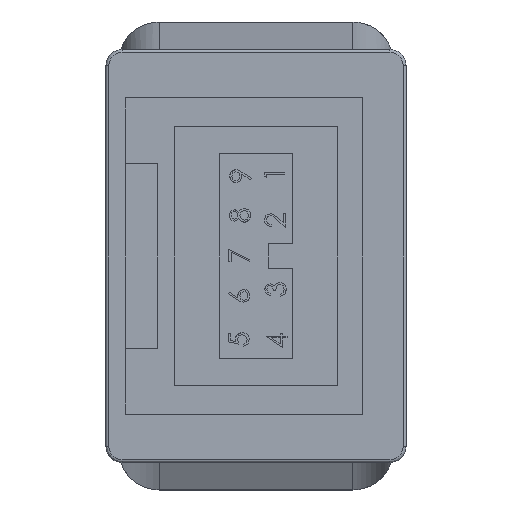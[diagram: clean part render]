
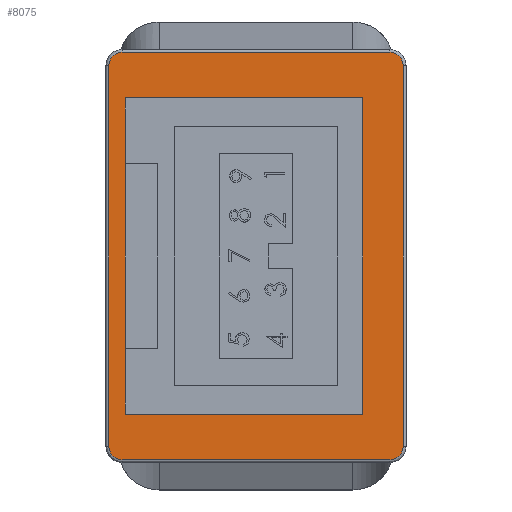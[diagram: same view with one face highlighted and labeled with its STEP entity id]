
A CAD part, front view. The second image highlights one B-rep face of the part: STEP entity #8075.
In plain terms, the highlighted face is planar.
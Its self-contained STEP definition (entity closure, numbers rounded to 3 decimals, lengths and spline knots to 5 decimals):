
#3842 = LINE ( 'NONE', #3886, #3885 ) ;
#3843 = CARTESIAN_POINT ( 'NONE',  ( -0.19291, -0.12992, -0.33858 ) ) ;
#3844 = DIRECTION ( 'NONE',  ( 0., 1., 0. ) ) ;
#3845 = VECTOR ( 'NONE', #3844, 39.37008 ) ;
#3846 = CARTESIAN_POINT ( 'NONE',  ( -0.19291, 0.15945, -0.33858 ) ) ;
#3847 = LINE ( 'NONE', #3846, #3845 ) ;
#3871 = CARTESIAN_POINT ( 'NONE',  ( 0.24843, 0.16339, -0.33858 ) ) ;
#3872 = CARTESIAN_POINT ( 'NONE',  ( 0.23228, 0.17953, -0.33858 ) ) ;
#3873 = DIRECTION ( 'NONE',  ( 1., 0., 0. ) ) ;
#3874 = VECTOR ( 'NONE', #3873, 39.37008 ) ;
#3875 = CARTESIAN_POINT ( 'NONE',  ( 0.25197, 0.17953, -0.33858 ) ) ;
#3876 = LINE ( 'NONE', #3875, #3874 ) ;
#3877 = CARTESIAN_POINT ( 'NONE',  ( -0.24843, 0.16339, -0.33858 ) ) ;
#3878 = CARTESIAN_POINT ( 'NONE',  ( -0.23228, 0.17953, -0.33858 ) ) ;
#3879 = DIRECTION ( 'NONE',  ( 1., 0., 0. ) ) ;
#3880 = DIRECTION ( 'NONE',  ( 0., 0., 1. ) ) ;
#3881 = CARTESIAN_POINT ( 'NONE',  ( -0.23228, 0.16339, -0.33858 ) ) ;
#3882 = AXIS2_PLACEMENT_3D ( 'NONE', #3881, #3880, #3879 ) ;
#3883 = CIRCLE ( 'NONE', #3882, 0.01614 ) ;
#3884 = DIRECTION ( 'NONE',  ( -1., 0., 0. ) ) ;
#3885 = VECTOR ( 'NONE', #3884, 39.37008 ) ;
#3886 = CARTESIAN_POINT ( 'NONE',  ( 0.19291, -0.12992, -0.33858 ) ) ;
#3896 = CARTESIAN_POINT ( 'NONE',  ( 0.23228, -0.17953, -0.33858 ) ) ;
#3897 = DIRECTION ( 'NONE',  ( 1., 0., 0. ) ) ;
#3898 = DIRECTION ( 'NONE',  ( 0., 0., 1. ) ) ;
#3899 = CARTESIAN_POINT ( 'NONE',  ( 0.23228, -0.16339, -0.33858 ) ) ;
#3900 = AXIS2_PLACEMENT_3D ( 'NONE', #3899, #3898, #3897 ) ;
#3901 = CIRCLE ( 'NONE', #3900, 0.01614 ) ;
#3902 = CARTESIAN_POINT ( 'NONE',  ( 0.24843, -0.16339, -0.33858 ) ) ;
#3903 = DIRECTION ( 'NONE',  ( 0., -1., 0. ) ) ;
#3904 = VECTOR ( 'NONE', #3903, 39.37008 ) ;
#3905 = CARTESIAN_POINT ( 'NONE',  ( 0.24843, 0.18307, -0.33858 ) ) ;
#3906 = LINE ( 'NONE', #3905, #3904 ) ;
#3907 = DIRECTION ( 'NONE',  ( 1., 0., 0. ) ) ;
#3908 = DIRECTION ( 'NONE',  ( 0., 0., 1. ) ) ;
#3909 = CARTESIAN_POINT ( 'NONE',  ( 0.23228, 0.16339, -0.33858 ) ) ;
#3910 = AXIS2_PLACEMENT_3D ( 'NONE', #3909, #3908, #3907 ) ;
#3911 = CIRCLE ( 'NONE', #3910, 0.01614 ) ;
#3925 = CARTESIAN_POINT ( 'NONE',  ( -0.23228, -0.16339, -0.33858 ) ) ;
#3926 = CIRCLE ( 'NONE', #3987, 0.01614 ) ;
#3927 = CARTESIAN_POINT ( 'NONE',  ( -0.23228, -0.17953, -0.33858 ) ) ;
#3928 = DIRECTION ( 'NONE',  ( -1., 0., 0. ) ) ;
#3929 = VECTOR ( 'NONE', #3928, 39.37008 ) ;
#3930 = CARTESIAN_POINT ( 'NONE',  ( -0.25197, -0.17953, -0.33858 ) ) ;
#3931 = LINE ( 'NONE', #3930, #3929 ) ;
#3932 = CARTESIAN_POINT ( 'NONE',  ( -0.19291, 0.15945, -0.33858 ) ) ;
#3933 = DIRECTION ( 'NONE',  ( 1., 0., 0. ) ) ;
#3934 = VECTOR ( 'NONE', #3933, 39.37008 ) ;
#3935 = CARTESIAN_POINT ( 'NONE',  ( 0.19291, 0.15945, -0.33858 ) ) ;
#3936 = LINE ( 'NONE', #3935, #3934 ) ;
#3937 = CARTESIAN_POINT ( 'NONE',  ( 0.19291, -0.12992, -0.33858 ) ) ;
#3938 = CARTESIAN_POINT ( 'NONE',  ( 0.19291, 0.15945, -0.33858 ) ) ;
#3939 = DIRECTION ( 'NONE',  ( 0., -1., 0. ) ) ;
#3940 = VECTOR ( 'NONE', #3939, 39.37008 ) ;
#3941 = CARTESIAN_POINT ( 'NONE',  ( 0.19291, 0.15945, -0.33858 ) ) ;
#3942 = LINE ( 'NONE', #3941, #3940 ) ;
#3964 = DIRECTION ( 'NONE',  ( 1., 0., 0. ) ) ;
#3965 = DIRECTION ( 'NONE',  ( 0., 0., 1. ) ) ;
#3966 = CARTESIAN_POINT ( 'NONE',  ( -0.25197, 0.18307, -0.33858 ) ) ;
#3967 = AXIS2_PLACEMENT_3D ( 'NONE', #3966, #3965, #3964 ) ;
#3968 = PLANE ( 'NONE',  #3967 ) ;
#3972 = FACE_OUTER_BOUND ( 'NONE', #8019, .T. ) ;
#3973 = FACE_BOUND ( 'NONE', #8076, .T. ) ;
#3980 = DIRECTION ( 'NONE',  ( 0., 1., 0. ) ) ;
#3981 = VECTOR ( 'NONE', #3980, 39.37008 ) ;
#3982 = CARTESIAN_POINT ( 'NONE',  ( -0.24843, 0.18307, -0.33858 ) ) ;
#3983 = LINE ( 'NONE', #3982, #3981 ) ;
#3984 = CARTESIAN_POINT ( 'NONE',  ( -0.24843, -0.16339, -0.33858 ) ) ;
#3985 = DIRECTION ( 'NONE',  ( 1., 0., 0. ) ) ;
#3986 = DIRECTION ( 'NONE',  ( 0., 0., 1. ) ) ;
#3987 = AXIS2_PLACEMENT_3D ( 'NONE', #3925, #3986, #3985 ) ;
#8014 = ORIENTED_EDGE ( 'NONE', *, *, #8015, .F. ) ;
#8015 = EDGE_CURVE ( 'NONE', #8016, #8063, #3847, .T. ) ;
#8016 = VERTEX_POINT ( 'NONE', #3843 ) ;
#8017 = ORIENTED_EDGE ( 'NONE', *, *, #8018, .F. ) ;
#8018 = EDGE_CURVE ( 'NONE', #8060, #8016, #3842, .T. ) ;
#8019 = EDGE_LOOP ( 'NONE', ( #8020, #8024, #8043, #8045, #8048, #8064, #8067, #8070 ) ) ;
#8020 = ORIENTED_EDGE ( 'NONE', *, *, #8021, .F. ) ;
#8021 = EDGE_CURVE ( 'NONE', #8022, #8023, #3883, .T. ) ;
#8022 = VERTEX_POINT ( 'NONE', #3878 ) ;
#8023 = VERTEX_POINT ( 'NONE', #3877 ) ;
#8024 = ORIENTED_EDGE ( 'NONE', *, *, #8025, .T. ) ;
#8025 = EDGE_CURVE ( 'NONE', #8022, #8026, #3876, .T. ) ;
#8026 = VERTEX_POINT ( 'NONE', #3872 ) ;
#8027 = VERTEX_POINT ( 'NONE', #3871 ) ;
#8043 = ORIENTED_EDGE ( 'NONE', *, *, #8044, .F. ) ;
#8044 = EDGE_CURVE ( 'NONE', #8027, #8026, #3911, .T. ) ;
#8045 = ORIENTED_EDGE ( 'NONE', *, *, #8046, .T. ) ;
#8046 = EDGE_CURVE ( 'NONE', #8027, #8047, #3906, .T. ) ;
#8047 = VERTEX_POINT ( 'NONE', #3902 ) ;
#8048 = ORIENTED_EDGE ( 'NONE', *, *, #8049, .F. ) ;
#8049 = EDGE_CURVE ( 'NONE', #8050, #8047, #3901, .T. ) ;
#8050 = VERTEX_POINT ( 'NONE', #3896 ) ;
#8058 = EDGE_CURVE ( 'NONE', #8059, #8060, #3942, .T. ) ;
#8059 = VERTEX_POINT ( 'NONE', #3938 ) ;
#8060 = VERTEX_POINT ( 'NONE', #3937 ) ;
#8061 = ORIENTED_EDGE ( 'NONE', *, *, #8062, .F. ) ;
#8062 = EDGE_CURVE ( 'NONE', #8063, #8059, #3936, .T. ) ;
#8063 = VERTEX_POINT ( 'NONE', #3932 ) ;
#8064 = ORIENTED_EDGE ( 'NONE', *, *, #8065, .T. ) ;
#8065 = EDGE_CURVE ( 'NONE', #8050, #8066, #3931, .T. ) ;
#8066 = VERTEX_POINT ( 'NONE', #3927 ) ;
#8067 = ORIENTED_EDGE ( 'NONE', *, *, #8068, .F. ) ;
#8068 = EDGE_CURVE ( 'NONE', #8069, #8066, #3926, .T. ) ;
#8069 = VERTEX_POINT ( 'NONE', #3984 ) ;
#8070 = ORIENTED_EDGE ( 'NONE', *, *, #8071, .T. ) ;
#8071 = EDGE_CURVE ( 'NONE', #8069, #8023, #3983, .T. ) ;
#8075 = ADVANCED_FACE ( 'NONE', ( #3973, #3972 ), #3968, .F. ) ;
#8076 = EDGE_LOOP ( 'NONE', ( #8077, #8061, #8014, #8017 ) ) ;
#8077 = ORIENTED_EDGE ( 'NONE', *, *, #8058, .F. ) ;
